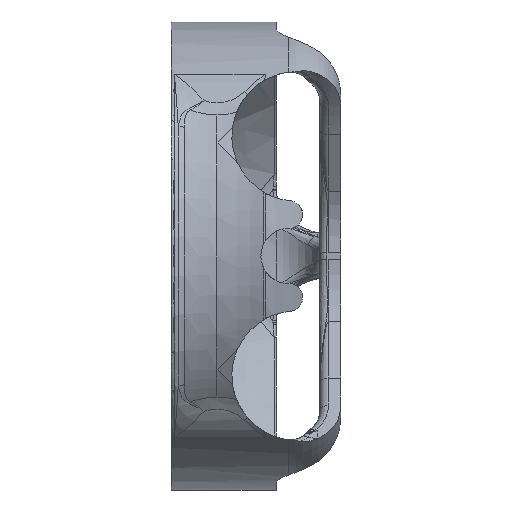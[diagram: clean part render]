
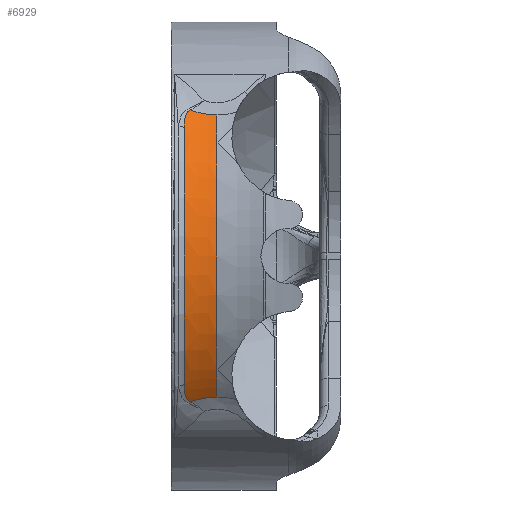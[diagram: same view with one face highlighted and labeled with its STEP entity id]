
A CAD part, front view. The second image highlights one B-rep face of the part: STEP entity #6929.
In plain terms, the highlighted toroidal (fillet/blend) face has major radius 113.151 mm and minor radius 47.651 mm.
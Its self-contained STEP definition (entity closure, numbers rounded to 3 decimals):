
#172 = ORIENTED_EDGE ( 'NONE', *, *, #515, .F. ) ;
#446 = VERTEX_POINT ( 'NONE', #600 ) ;
#515 = EDGE_CURVE ( 'NONE', #7904, #17951, #8698, .T. ) ;
#536 = DIRECTION ( 'NONE',  ( 0., 0., -1. ) ) ;
#555 = DIRECTION ( 'NONE',  ( 0., 0., -1. ) ) ;
#600 = CARTESIAN_POINT ( 'NONE',  ( -8.559, -55.101, -37.13 ) ) ;
#686 = CARTESIAN_POINT ( 'NONE',  ( -8.479, -53.752, 39.034 ) ) ;
#839 = CARTESIAN_POINT ( 'NONE',  ( 0.878, -56.725, -32.75 ) ) ;
#880 = VERTEX_POINT ( 'NONE', #3955 ) ;
#1296 = CIRCLE ( 'NONE', #15050, 65.5 ) ;
#1921 = CARTESIAN_POINT ( 'NONE',  ( -7.571, -51.578, -41.586 ) ) ;
#2272 = CARTESIAN_POINT ( 'NONE',  ( -8.479, -53.752, -39.034 ) ) ;
#2400 = CARTESIAN_POINT ( 'NONE',  ( -2.367, -51.277, -40.925 ) ) ;
#2496 = DIRECTION ( 'NONE',  ( 0., 0., -1. ) ) ;
#2519 = CARTESIAN_POINT ( 'NONE',  ( -8.425, -53.398, 39.499 ) ) ;
#2646 = FACE_OUTER_BOUND ( 'NONE', #4620, .T. ) ;
#2653 = CARTESIAN_POINT ( 'NONE',  ( 0.878, -51.334, -40.682 ) ) ;
#2930 = DIRECTION ( 'NONE',  ( 0., 0., -1. ) ) ;
#3024 = CIRCLE ( 'NONE', #10902, 66.444 ) ;
#3508 = VERTEX_POINT ( 'NONE', #839 ) ;
#3639 = CARTESIAN_POINT ( 'NONE',  ( -8.559, -55.101, -37.13 ) ) ;
#3955 = CARTESIAN_POINT ( 'NONE',  ( -8.559, -55.101, 37.13 ) ) ;
#3965 = CARTESIAN_POINT ( 'NONE',  ( -5.526, -51.084, 41.677 ) ) ;
#4003 = CARTESIAN_POINT ( 'NONE',  ( -7.964, -52.122, 41.021 ) ) ;
#4117 = CARTESIAN_POINT ( 'NONE',  ( -7.2, -51.24, -41.899 ) ) ;
#4249 = CARTESIAN_POINT ( 'NONE',  ( -6.74, -50.956, -42.124 ) ) ;
#4532 = EDGE_CURVE ( 'NONE', #880, #446, #3024, .T. ) ;
#4620 = EDGE_LOOP ( 'NONE', ( #172, #15209, #4770, #13449, #23568, #23523, #22906, #12875 ) ) ;
#4739 = AXIS2_PLACEMENT_3D ( 'NONE', #18189, #14500, #2930 ) ;
#4770 = ORIENTED_EDGE ( 'NONE', *, *, #6832, .T. ) ;
#4842 = CARTESIAN_POINT ( 'NONE',  ( 0.878, -51.334, -40.682 ) ) ;
#5711 = DIRECTION ( 'NONE',  ( 1., 0., 0. ) ) ;
#5967 = CARTESIAN_POINT ( 'NONE',  ( -4.281, -51.18, -41.318 ) ) ;
#6350 = VERTEX_POINT ( 'NONE', #4842 ) ;
#6832 = EDGE_CURVE ( 'NONE', #19736, #880, #22048, .T. ) ;
#6929 = ADVANCED_FACE ( 'NONE', ( #2646 ), #14677, .F. ) ;
#7462 = CARTESIAN_POINT ( 'NONE',  ( -8.425, -53.398, -39.499 ) ) ;
#7653 = VERTEX_POINT ( 'NONE', #14737 ) ;
#7667 = CARTESIAN_POINT ( 'NONE',  ( 0.228, -51.334, 40.682 ) ) ;
#7826 = CARTESIAN_POINT ( 'NONE',  ( -8.277, -52.856, 40.17 ) ) ;
#7881 = EDGE_CURVE ( 'NONE', #7653, #6350, #16470, .T. ) ;
#7904 = VERTEX_POINT ( 'NONE', #20999 ) ;
#7998 = AXIS2_PLACEMENT_3D ( 'NONE', #19140, #17406, #555 ) ;
#8262 = EDGE_CURVE ( 'NONE', #3508, #6350, #13205, .T. ) ;
#8462 = B_SPLINE_CURVE_WITH_KNOTS ( 'NONE', 3,
 ( #9288, #7667, #17132, #16775, #15172, #20832, #22663, #3965, #18985, #13086 ),
 .UNSPECIFIED., .F., .F.,
 ( 4, 2, 2, 2, 4 ),
 ( 0.015, 0.017, 0.019, 0.021, 0.022 ),
 .UNSPECIFIED. ) ;
#8698 = CIRCLE ( 'NONE', #4739, 65.5 ) ;
#9288 = CARTESIAN_POINT ( 'NONE',  ( 0.878, -51.334, 40.682 ) ) ;
#9321 = CARTESIAN_POINT ( 'NONE',  ( -7.719, -51.756, -41.408 ) ) ;
#9555 = CARTESIAN_POINT ( 'NONE',  ( -8.216, -52.674, -40.389 ) ) ;
#10452 = EDGE_CURVE ( 'NONE', #7904, #19736, #8462, .T. ) ;
#10902 = AXIS2_PLACEMENT_3D ( 'NONE', #17151, #5711, #536 ) ;
#11277 = CARTESIAN_POINT ( 'NONE',  ( -8.559, -54.774, -37.615 ) ) ;
#11515 = CARTESIAN_POINT ( 'NONE',  ( -8.559, -55.101, 37.13 ) ) ;
#11754 = CARTESIAN_POINT ( 'NONE',  ( -8.559, -54.774, 37.615 ) ) ;
#11760 = CARTESIAN_POINT ( 'NONE',  ( -1.722, -51.299, -40.834 ) ) ;
#12875 = ORIENTED_EDGE ( 'NONE', *, *, #23644, .F. ) ;
#13086 = CARTESIAN_POINT ( 'NONE',  ( -6.74, -50.956, 42.124 ) ) ;
#13205 = CIRCLE ( 'NONE', #16344, 65.5 ) ;
#13449 = ORIENTED_EDGE ( 'NONE', *, *, #4532, .T. ) ;
#13479 = CARTESIAN_POINT ( 'NONE',  ( -6.985, -51.088, -42.026 ) ) ;
#13492 = CARTESIAN_POINT ( 'NONE',  ( -0.425, -51.327, -40.713 ) ) ;
#13610 = CARTESIAN_POINT ( 'NONE',  ( -5.526, -51.084, -41.677 ) ) ;
#14500 = DIRECTION ( 'NONE',  ( 1., 0., 0. ) ) ;
#14677 = TOROIDAL_SURFACE ( 'NONE', #7998, 113.152, 47.652 ) ;
#14737 = CARTESIAN_POINT ( 'NONE',  ( -6.74, -50.956, -42.124 ) ) ;
#14986 = CARTESIAN_POINT ( 'NONE',  ( -6.74, -50.956, 42.124 ) ) ;
#15050 = AXIS2_PLACEMENT_3D ( 'NONE', #24330, #21018, #18927 ) ;
#15172 = CARTESIAN_POINT ( 'NONE',  ( -2.367, -51.277, 40.925 ) ) ;
#15209 = ORIENTED_EDGE ( 'NONE', *, *, #10452, .T. ) ;
#15325 = CARTESIAN_POINT ( 'NONE',  ( -8.547, -54.44, 38.093 ) ) ;
#15330 = CARTESIAN_POINT ( 'NONE',  ( -6.138, -51.026, -41.886 ) ) ;
#15560 = CARTESIAN_POINT ( 'NONE',  ( -7.571, -51.578, 41.586 ) ) ;
#15681 = CARTESIAN_POINT ( 'NONE',  ( -8.06, -52.308, 40.813 ) ) ;
#16344 = AXIS2_PLACEMENT_3D ( 'NONE', #17265, #17506, #2496 ) ;
#16470 = B_SPLINE_CURVE_WITH_KNOTS ( 'NONE', 3,
 ( #4249, #15330, #13610, #5967, #19519, #2400, #11760, #13492, #19268, #2653 ),
 .UNSPECIFIED., .F., .F.,
 ( 4, 2, 2, 2, 4 ),
 ( 0.002, 0.004, 0.006, 0.008, 0.01 ),
 .UNSPECIFIED. ) ;
#16775 = CARTESIAN_POINT ( 'NONE',  ( -1.722, -51.299, 40.834 ) ) ;
#16929 = CARTESIAN_POINT ( 'NONE',  ( -7.2, -51.24, 41.899 ) ) ;
#17042 = CARTESIAN_POINT ( 'NONE',  ( -7.964, -52.122, -41.021 ) ) ;
#17132 = CARTESIAN_POINT ( 'NONE',  ( -0.425, -51.327, 40.713 ) ) ;
#17151 = CARTESIAN_POINT ( 'NONE',  ( -8.559, 0., 0. ) ) ;
#17265 = CARTESIAN_POINT ( 'NONE',  ( 0.878, 0., 0. ) ) ;
#17406 = DIRECTION ( 'NONE',  ( 1., 0., 0. ) ) ;
#17506 = DIRECTION ( 'NONE',  ( 1., 0., 0. ) ) ;
#17533 = CARTESIAN_POINT ( 'NONE',  ( -8.216, -52.674, 40.389 ) ) ;
#17951 = VERTEX_POINT ( 'NONE', #20976 ) ;
#18189 = CARTESIAN_POINT ( 'NONE',  ( 0.878, 0., 0. ) ) ;
#18785 = CARTESIAN_POINT ( 'NONE',  ( -8.547, -54.44, -38.093 ) ) ;
#18790 = CARTESIAN_POINT ( 'NONE',  ( -6.985, -51.088, 42.026 ) ) ;
#18901 = CARTESIAN_POINT ( 'NONE',  ( -8.277, -52.856, -40.17 ) ) ;
#18927 = DIRECTION ( 'NONE',  ( 0., 0., -1. ) ) ;
#18985 = CARTESIAN_POINT ( 'NONE',  ( -6.138, -51.026, 41.886 ) ) ;
#19134 = CARTESIAN_POINT ( 'NONE',  ( -6.74, -50.956, -42.124 ) ) ;
#19140 = CARTESIAN_POINT ( 'NONE',  ( 0.878, 0., 0. ) ) ;
#19268 = CARTESIAN_POINT ( 'NONE',  ( 0.228, -51.334, -40.682 ) ) ;
#19519 = CARTESIAN_POINT ( 'NONE',  ( -3.645, -51.218, -41.166 ) ) ;
#19736 = VERTEX_POINT ( 'NONE', #14986 ) ;
#20832 = CARTESIAN_POINT ( 'NONE',  ( -3.645, -51.218, 41.166 ) ) ;
#20976 = CARTESIAN_POINT ( 'NONE',  ( 0.878, -56.725, 32.75 ) ) ;
#20999 = CARTESIAN_POINT ( 'NONE',  ( 0.878, -51.334, 40.682 ) ) ;
#21018 = DIRECTION ( 'NONE',  ( 1., 0., 0. ) ) ;
#21351 = CARTESIAN_POINT ( 'NONE',  ( -7.719, -51.756, 41.408 ) ) ;
#22048 = B_SPLINE_CURVE_WITH_KNOTS ( 'NONE', 3,
 ( #22462, #18790, #16929, #15560, #21351, #4003, #15681, #17533, #7826, #2519, #686, #15325, #11754, #11515 ),
 .UNSPECIFIED., .F., .F.,
 ( 4, 2, 2, 2, 2, 2, 4 ),
 ( 0., 0.001, 0.002, 0.003, 0.004, 0.005, 0.007 ),
 .UNSPECIFIED. ) ;
#22462 = CARTESIAN_POINT ( 'NONE',  ( -6.74, -50.956, 42.124 ) ) ;
#22663 = CARTESIAN_POINT ( 'NONE',  ( -4.281, -51.18, 41.318 ) ) ;
#22906 = ORIENTED_EDGE ( 'NONE', *, *, #8262, .F. ) ;
#23401 = B_SPLINE_CURVE_WITH_KNOTS ( 'NONE', 3,
 ( #3639, #11277, #18785, #2272, #7462, #18901, #9555, #24177, #17042, #9321, #1921, #4117, #13479, #19134 ),
 .UNSPECIFIED., .F., .F.,
 ( 4, 2, 2, 2, 2, 2, 4 ),
 ( 0., 0.002, 0.004, 0.004, 0.005, 0.006, 0.007 ),
 .UNSPECIFIED. ) ;
#23523 = ORIENTED_EDGE ( 'NONE', *, *, #7881, .T. ) ;
#23568 = ORIENTED_EDGE ( 'NONE', *, *, #24042, .T. ) ;
#23644 = EDGE_CURVE ( 'NONE', #17951, #3508, #1296, .T. ) ;
#24042 = EDGE_CURVE ( 'NONE', #446, #7653, #23401, .T. ) ;
#24177 = CARTESIAN_POINT ( 'NONE',  ( -8.06, -52.308, -40.813 ) ) ;
#24330 = CARTESIAN_POINT ( 'NONE',  ( 0.878, 0., 0. ) ) ;
